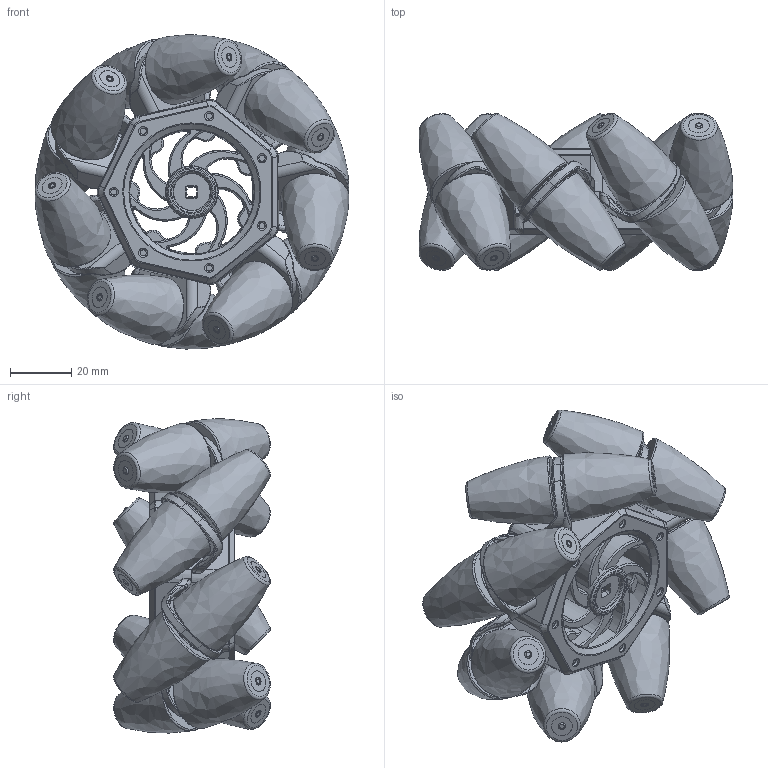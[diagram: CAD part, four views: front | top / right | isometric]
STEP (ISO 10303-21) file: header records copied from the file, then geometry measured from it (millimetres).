
FILE_DESCRIPTION(/* description */ (''),/* implementation_level */ '2;1');
FILE_NAME(/* name */ 'mecanum.iam.step',/* time_stamp */ '2020-04-16T23:40:52-04:00',/* author */ ('Josef'),/* organization */ (''),/* preprocessor_version */ 'ST-DEVELOPER v17',/* originating_system */ 'Autodesk Inventor 2019',/* authorisation */ '');
FILE_SCHEMA (('AUTOMOTIVE_DESIGN { 1 0 10303 214 3 1 1 }'));
Products named in the file (8): mecanum; BRACKET-L; WHEEL-HUB-OUT-L; WHEEL; WHEEL-HUB-IN-L; SMALL-WHEEL-HUB; WASHER; PIN
Assembly tree (58 placements, depth 2):
  mecanum
    BRACKET-L  x7
    WHEEL  x14
    SMALL-WHEEL-HUB  x14
    WASHER  x14
    PIN  x7
    WHEEL-HUB-OUT-L
    WHEEL-HUB-IN-L
Bounding box: 102.77 x 51.27 x 102.84 mm (x, y, z)
Volume: 168976.8 mm3; surface area: 134923.2 mm2
Topology: 58 solids, 58 shells, 2620 faces, 7333 edges, 4976 vertices
Faces by surface type: plane 916, cylinder 751, bspline 364, torus 292, cone 276, sphere 21
Full cylindrical faces by diameter (mm): 1.5 x7, 2 x7, 2.2 x7, 2.5 x35, 2.6 x28, 3 x14, 3.5 x7, 4 x7, 6 x14, 6.1 x14, 7.05 x28, 10.05 x28, 10.3 x14, 11.5 x14, 12 x2, 15.2 x28, 17.2 x2
Entity records: 55530 total; most frequent: CARTESIAN_POINT 21314, ORIENTED_EDGE 7304, DIRECTION 7136, EDGE_CURVE 3652, AXIS2_PLACEMENT_3D 2771, VERTEX_POINT 2405, LINE 1594, VECTOR 1594
